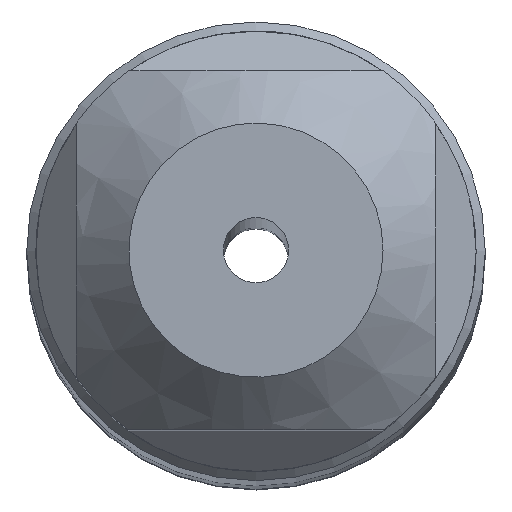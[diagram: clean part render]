
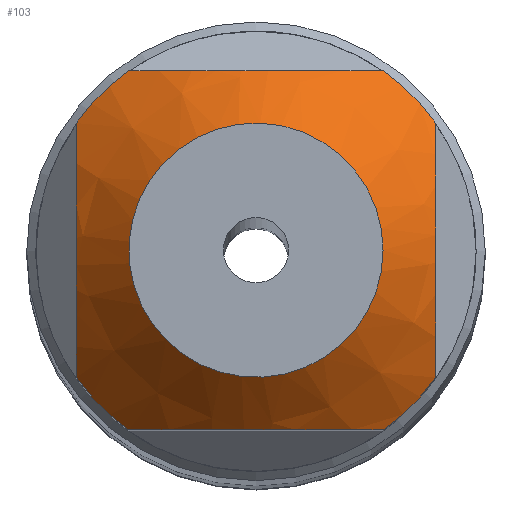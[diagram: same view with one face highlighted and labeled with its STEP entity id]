
A CAD part, top view. The second image highlights one B-rep face of the part: STEP entity #103.
In plain terms, the highlighted conical face has half-angle 45 degrees and reference radius 1.365 mm.
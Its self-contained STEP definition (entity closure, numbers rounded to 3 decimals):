
#94=CONICAL_SURFACE('',#465,1.365,45.);
#103=ADVANCED_FACE('',(#140,#141),#94,.T.);
#140=FACE_BOUND('',#178,.T.);
#141=FACE_BOUND('',#179,.T.);
#178=EDGE_LOOP('',(#239));
#179=EDGE_LOOP('',(#240,#241,#242,#243,#244,#245,#246,#247));
#239=ORIENTED_EDGE('',*,*,#356,.F.);
#240=ORIENTED_EDGE('',*,*,#343,.T.);
#241=ORIENTED_EDGE('',*,*,#357,.T.);
#242=ORIENTED_EDGE('',*,*,#355,.T.);
#243=ORIENTED_EDGE('',*,*,#358,.T.);
#244=ORIENTED_EDGE('',*,*,#351,.T.);
#245=ORIENTED_EDGE('',*,*,#359,.T.);
#246=ORIENTED_EDGE('',*,*,#347,.T.);
#247=ORIENTED_EDGE('',*,*,#360,.T.);
#307=VERTEX_POINT('',#671);
#309=VERTEX_POINT('',#675);
#310=VERTEX_POINT('',#677);
#313=VERTEX_POINT('',#683);
#314=VERTEX_POINT('',#685);
#317=VERTEX_POINT('',#691);
#318=VERTEX_POINT('',#693);
#321=VERTEX_POINT('',#699);
#322=VERTEX_POINT('',#703);
#343=EDGE_CURVE('',#310,#309,#382,.T.);
#347=EDGE_CURVE('',#314,#313,#383,.T.);
#351=EDGE_CURVE('',#318,#317,#384,.T.);
#355=EDGE_CURVE('',#307,#321,#385,.T.);
#356=EDGE_CURVE('',#322,#322,#386,.T.);
#357=EDGE_CURVE('',#309,#307,#407,.T.);
#358=EDGE_CURVE('',#321,#318,#408,.T.);
#359=EDGE_CURVE('',#317,#314,#409,.T.);
#360=EDGE_CURVE('',#313,#310,#410,.T.);
#382=CIRCLE('',#456,2.365);
#383=CIRCLE('',#458,2.365);
#384=CIRCLE('',#460,2.365);
#385=CIRCLE('',#462,2.365);
#386=CIRCLE('',#464,1.365);
#407=B_SPLINE_CURVE_WITH_KNOTS('',3,(#704,#705,#706,#707,#708,#709),
 .UNSPECIFIED.,.F.,.F.,(4,2,4),(0.,0.5,1.),.UNSPECIFIED.);
#408=B_SPLINE_CURVE_WITH_KNOTS('',3,(#710,#711,#712,#713,#714,#715),
 .UNSPECIFIED.,.F.,.F.,(4,2,4),(0.,0.5,1.),.UNSPECIFIED.);
#409=B_SPLINE_CURVE_WITH_KNOTS('',3,(#716,#717,#718,#719,#720,#721),
 .UNSPECIFIED.,.F.,.F.,(4,2,4),(0.,0.5,1.),.UNSPECIFIED.);
#410=B_SPLINE_CURVE_WITH_KNOTS('',3,(#722,#723,#724,#725,#726,#727),
 .UNSPECIFIED.,.F.,.F.,(4,2,4),(0.,0.5,1.),.UNSPECIFIED.);
#456=AXIS2_PLACEMENT_3D('',#676,#529,#530);
#458=AXIS2_PLACEMENT_3D('',#684,#535,#536);
#460=AXIS2_PLACEMENT_3D('',#692,#541,#542);
#462=AXIS2_PLACEMENT_3D('',#700,#547,#548);
#464=AXIS2_PLACEMENT_3D('',#702,#551,#552);
#465=AXIS2_PLACEMENT_3D('',#728,#553,#554);
#529=DIRECTION('',(0.,0.,1.));
#530=DIRECTION('',(-1.,0.,0.));
#535=DIRECTION('',(0.,0.,1.));
#536=DIRECTION('',(-1.,0.,0.));
#541=DIRECTION('',(0.,0.,1.));
#542=DIRECTION('',(-1.,0.,0.));
#547=DIRECTION('',(0.,0.,1.));
#548=DIRECTION('',(-1.,0.,0.));
#551=DIRECTION('',(0.,0.,1.));
#552=DIRECTION('',(1.,0.,0.));
#553=DIRECTION('',(0.,0.,-1.));
#554=DIRECTION('',(-1.,0.,0.));
#671=CARTESIAN_POINT('',(1.93,1.368,-1.));
#675=CARTESIAN_POINT('',(1.93,-1.368,-1.));
#676=CARTESIAN_POINT('',(0.,0.,-1.));
#677=CARTESIAN_POINT('',(1.368,-1.93,-1.));
#683=CARTESIAN_POINT('',(-1.368,-1.93,-1.));
#684=CARTESIAN_POINT('',(0.,0.,-1.));
#685=CARTESIAN_POINT('',(-1.93,-1.368,-1.));
#691=CARTESIAN_POINT('',(-1.93,1.368,-1.));
#692=CARTESIAN_POINT('',(0.,0.,-1.));
#693=CARTESIAN_POINT('',(-1.368,1.93,-1.));
#699=CARTESIAN_POINT('',(1.368,1.93,-1.));
#700=CARTESIAN_POINT('',(0.,0.,-1.));
#702=CARTESIAN_POINT('',(0.,0.,0.));
#703=CARTESIAN_POINT('',(1.365,0.,0.));
#704=CARTESIAN_POINT('',(1.93,-1.368,-1.));
#705=CARTESIAN_POINT('',(1.93,-0.949,-0.758));
#706=CARTESIAN_POINT('',(1.93,-0.482,-0.565));
#707=CARTESIAN_POINT('',(1.93,0.482,-0.565));
#708=CARTESIAN_POINT('',(1.93,0.949,-0.758));
#709=CARTESIAN_POINT('',(1.93,1.368,-1.));
#710=CARTESIAN_POINT('',(1.368,1.93,-1.));
#711=CARTESIAN_POINT('',(0.949,1.93,-0.758));
#712=CARTESIAN_POINT('',(0.482,1.93,-0.565));
#713=CARTESIAN_POINT('',(-0.482,1.93,-0.565));
#714=CARTESIAN_POINT('',(-0.949,1.93,-0.758));
#715=CARTESIAN_POINT('',(-1.368,1.93,-1.));
#716=CARTESIAN_POINT('',(-1.93,1.368,-1.));
#717=CARTESIAN_POINT('',(-1.93,0.949,-0.758));
#718=CARTESIAN_POINT('',(-1.93,0.482,-0.565));
#719=CARTESIAN_POINT('',(-1.93,-0.482,-0.565));
#720=CARTESIAN_POINT('',(-1.93,-0.949,-0.758));
#721=CARTESIAN_POINT('',(-1.93,-1.368,-1.));
#722=CARTESIAN_POINT('',(-1.368,-1.93,-1.));
#723=CARTESIAN_POINT('',(-0.949,-1.93,-0.758));
#724=CARTESIAN_POINT('',(-0.482,-1.93,-0.565));
#725=CARTESIAN_POINT('',(0.482,-1.93,-0.565));
#726=CARTESIAN_POINT('',(0.949,-1.93,-0.758));
#727=CARTESIAN_POINT('',(1.368,-1.93,-1.));
#728=CARTESIAN_POINT('',(0.,0.,0.));
